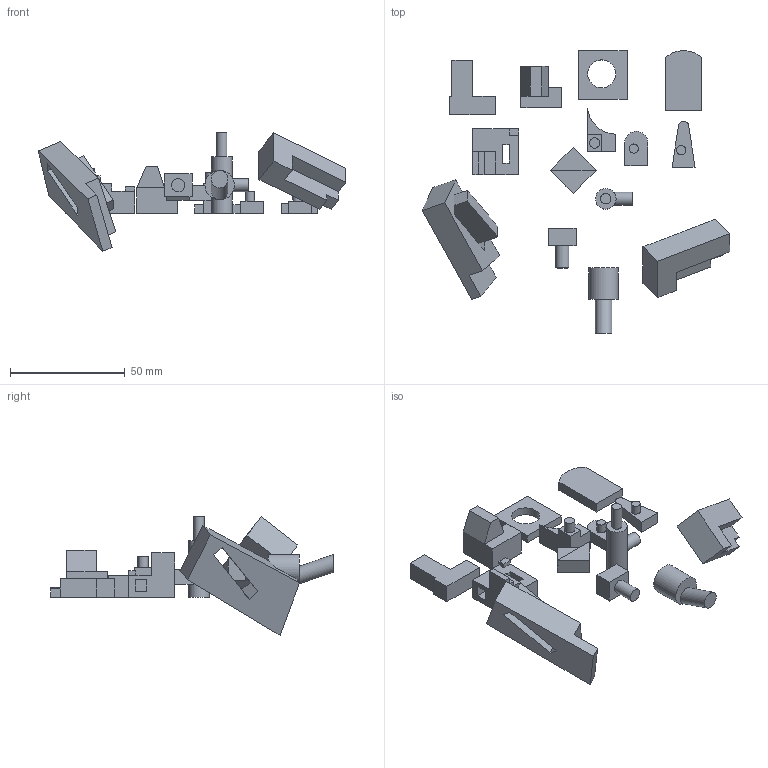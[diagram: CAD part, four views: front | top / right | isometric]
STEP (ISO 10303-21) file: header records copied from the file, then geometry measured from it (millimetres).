
FILE_DESCRIPTION(('STEP AP214'),'1');
FILE_NAME('SolidsCollection_-793e-2.stp','2022-05-09T14:05:35',(' '),(' '),'Spatial InterOp 3D',' ',' ');
FILE_SCHEMA(('AUTOMOTIVE_DESIGN { 1 0 10303 214 1 1 1 1 }'));
Length unit declared in the file: centimetre
Products named in the file (22): three_objects_steps_depression_oblique_cyl_tilted222; Design12; Design100; three_objects_steps_depression_oblique_cyl_tilted; three_objects_steps_depressions; Component1; Component2; Component3; three_objects_steps_depression_oblique; Design3; three_objects_steps_depression_oblique_cyl; Design2; three_objects_steps_depression_oblique_cyl_tilted22; Design1; Design101; small_angle_cylinder; three_objects_steps_depression_oblique_cyl_tilted2; narrow_cylinder; CylBox; CylCyl_90; CylCyl_oblique; SolidsCollection_-793e-2
Assembly tree (21 placements, depth 8):
  SolidsCollection_-793e-2
    three_objects_steps_depression_oblique_cyl_tilted2
      three_objects_steps_depression_oblique_cyl_tilted22
        three_objects_steps_depression_oblique_cyl_tilted
          three_objects_steps_depression_oblique_cyl_tilted222
            Design12
            Design100
          three_objects_steps_depression_oblique_cyl
            three_objects_steps_depression_oblique
              three_objects_steps_depressions
                Component1
                Component2
                Component3
              Design3
            Design2
        Design1
        Design101
        small_angle_cylinder
      narrow_cylinder
      CylBox
      CylCyl_90
      CylCyl_oblique
Bounding box: 133.83 x 122.81 x 51.61 mm (x, y, z)
Volume: 40801.1 mm3; surface area: 21116.7 mm2
Topology: 14 solids, 14 shells, 143 faces, 325 edges, 215 vertices
Faces by surface type: plane 129, cylinder 14
Full cylindrical faces by diameter (mm): 4 x2, 4.472 x2, 5.769 x2, 7.211 x1, 8.944 x1, 12.166 x1, 12.806 x1
Entity records: 4594 total; most frequent: CARTESIAN_POINT 757, DIRECTION 684, ORIENTED_EDGE 628, EDGE_CURVE 314, LINE 286, VECTOR 286, VERTEX_POINT 214, AXIS2_PLACEMENT_3D 199
